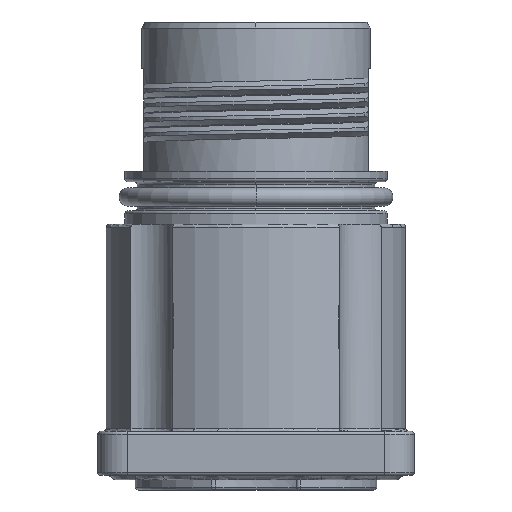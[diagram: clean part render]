
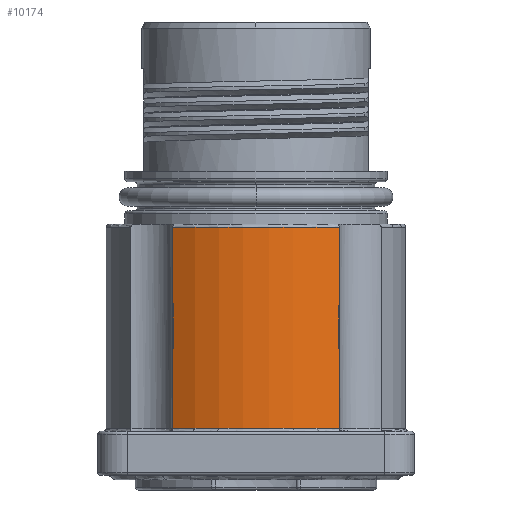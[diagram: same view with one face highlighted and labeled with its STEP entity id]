
A CAD part, front view. The second image highlights one B-rep face of the part: STEP entity #10174.
In plain terms, the highlighted cylindrical face has radius 10.25 mm (diameter 20.5 mm), a partial arc.
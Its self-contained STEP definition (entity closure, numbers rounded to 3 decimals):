
#230=CARTESIAN_POINT('',(0.,0.,3.2));
#231=DIRECTION('',(0.,0.,-1.));
#232=DIRECTION('',(0.553,-0.833,0.));
#233=AXIS2_PLACEMENT_3D('',#230,#231,#232);
#235=DIRECTION('',(0.,0.,-1.));
#236=VECTOR('',#235,13.75);
#237=CARTESIAN_POINT('',(-5.667,-8.541,16.95));
#238=LINE('',#237,#236);
#239=CARTESIAN_POINT('',(0.,0.,16.95));
#240=DIRECTION('',(0.,0.,-1.));
#241=DIRECTION('',(0.553,-0.833,0.));
#242=AXIS2_PLACEMENT_3D('',#239,#240,#241);
#244=DIRECTION('',(0.,0.,1.));
#245=VECTOR('',#244,13.75);
#246=CARTESIAN_POINT('',(5.667,-8.541,3.2));
#247=LINE('',#246,#245);
#285=CARTESIAN_POINT('',(5.667,-8.541,16.95));
#8605=VERTEX_POINT('',#285);
#8606=CARTESIAN_POINT('',(-5.667,-8.541,16.95));
#8607=VERTEX_POINT('',#8606);
#8679=CARTESIAN_POINT('',(5.667,-8.541,3.2));
#8680=CARTESIAN_POINT('',(-5.667,-8.541,3.2));
#8681=VERTEX_POINT('',#8679);
#8682=VERTEX_POINT('',#8680);
#10160=CARTESIAN_POINT('',(0.,0.,17.15));
#10161=DIRECTION('',(0.,0.,1.));
#10162=DIRECTION('',(1.,0.,0.));
#10163=AXIS2_PLACEMENT_3D('',#10160,#10161,#10162);
#10164=CYLINDRICAL_SURFACE('',#10163,10.25);
#10166=ORIENTED_EDGE('',*,*,#10165,.T.);
#10167=ORIENTED_EDGE('',*,*,#10147,.F.);
#10169=ORIENTED_EDGE('',*,*,#10168,.F.);
#10171=ORIENTED_EDGE('',*,*,#10170,.F.);
#10172=EDGE_LOOP('',(#10166,#10167,#10169,#10171));
#10173=FACE_OUTER_BOUND('',#10172,.F.);
#234=CIRCLE('',#233,10.25);
#243=CIRCLE('',#242,10.25);
#10147=EDGE_CURVE('',#8607,#8682,#238,.T.);
#10165=EDGE_CURVE('',#8681,#8682,#234,.T.);
#10168=EDGE_CURVE('',#8605,#8607,#243,.T.);
#10170=EDGE_CURVE('',#8681,#8605,#247,.T.);
#10174=ADVANCED_FACE('',(#10173),#10164,.T.);
